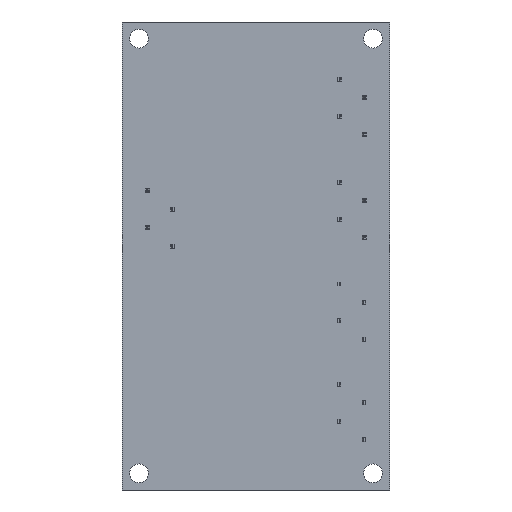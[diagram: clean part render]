
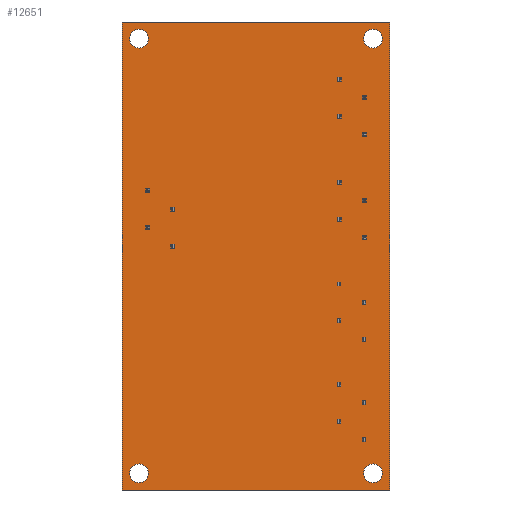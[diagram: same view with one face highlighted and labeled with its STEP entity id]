
A CAD part, front view. The second image highlights one B-rep face of the part: STEP entity #12651.
In plain terms, the highlighted planar face has unit normal (0, -1, 0).
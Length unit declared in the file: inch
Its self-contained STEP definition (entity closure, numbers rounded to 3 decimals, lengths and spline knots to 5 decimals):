
#378=FACE_BOUND('',#1629,.T.);
#379=FACE_BOUND('',#1630,.T.);
#380=FACE_BOUND('',#1631,.T.);
#381=FACE_BOUND('',#1632,.T.);
#451=CIRCLE('',#13448,0.07);
#453=CIRCLE('',#13451,0.07);
#455=CIRCLE('',#13454,0.07);
#457=CIRCLE('',#13457,0.07);
#892=FACE_OUTER_BOUND('',#1628,.T.);
#1628=EDGE_LOOP('',(#8767,#8768,#8769,#8770));
#1629=EDGE_LOOP('',(#8771));
#1630=EDGE_LOOP('',(#8772));
#1631=EDGE_LOOP('',(#8773));
#1632=EDGE_LOOP('',(#8774));
#2608=LINE('',#18644,#4011);
#2612=LINE('',#18652,#4015);
#2615=LINE('',#18658,#4018);
#2618=LINE('',#18663,#4021);
#4011=VECTOR('',#15084,0.3937);
#4015=VECTOR('',#15090,0.3937);
#4018=VECTOR('',#15095,0.3937);
#4021=VECTOR('',#15100,0.3937);
#5278=VERTEX_POINT('',#18624);
#5280=VERTEX_POINT('',#18629);
#5282=VERTEX_POINT('',#18634);
#5284=VERTEX_POINT('',#18639);
#5285=VERTEX_POINT('',#18642);
#5286=VERTEX_POINT('',#18643);
#5289=VERTEX_POINT('',#18651);
#5291=VERTEX_POINT('',#18657);
#6583=EDGE_CURVE('',#5278,#5278,#451,.T.);
#6585=EDGE_CURVE('',#5280,#5280,#453,.T.);
#6587=EDGE_CURVE('',#5282,#5282,#455,.T.);
#6589=EDGE_CURVE('',#5284,#5284,#457,.T.);
#6590=EDGE_CURVE('',#5285,#5286,#2608,.T.);
#6594=EDGE_CURVE('',#5289,#5285,#2612,.T.);
#6597=EDGE_CURVE('',#5291,#5289,#2615,.T.);
#6600=EDGE_CURVE('',#5286,#5291,#2618,.T.);
#8767=ORIENTED_EDGE('',*,*,#6600,.F.);
#8768=ORIENTED_EDGE('',*,*,#6590,.F.);
#8769=ORIENTED_EDGE('',*,*,#6594,.F.);
#8770=ORIENTED_EDGE('',*,*,#6597,.F.);
#8771=ORIENTED_EDGE('',*,*,#6583,.T.);
#8772=ORIENTED_EDGE('',*,*,#6585,.T.);
#8773=ORIENTED_EDGE('',*,*,#6587,.T.);
#8774=ORIENTED_EDGE('',*,*,#6589,.T.);
#11620=PLANE('',#13463);
#12651=ADVANCED_FACE('',(#892,#378,#379,#380,#381),#11620,.T.);
#13448=AXIS2_PLACEMENT_3D('',#18625,#15062,#15063);
#13451=AXIS2_PLACEMENT_3D('',#18630,#15068,#15069);
#13454=AXIS2_PLACEMENT_3D('',#18635,#15074,#15075);
#13457=AXIS2_PLACEMENT_3D('',#18640,#15080,#15081);
#13463=AXIS2_PLACEMENT_3D('',#18666,#15104,#15105);
#15062=DIRECTION('center_axis',(0.,1.,0.));
#15063=DIRECTION('ref_axis',(1.,0.,0.));
#15068=DIRECTION('center_axis',(0.,1.,0.));
#15069=DIRECTION('ref_axis',(1.,0.,0.));
#15074=DIRECTION('center_axis',(0.,1.,0.));
#15075=DIRECTION('ref_axis',(1.,0.,0.));
#15080=DIRECTION('center_axis',(0.,1.,0.));
#15081=DIRECTION('ref_axis',(1.,0.,0.));
#15084=DIRECTION('',(0.,0.,1.));
#15090=DIRECTION('',(-1.,0.,0.));
#15095=DIRECTION('',(0.,0.,-1.));
#15100=DIRECTION('',(1.,0.,0.));
#15104=DIRECTION('center_axis',(0.,-1.,0.));
#15105=DIRECTION('ref_axis',(0.,0.,-1.));
#18624=CARTESIAN_POINT('',(0.805,0.,-1.625));
#18625=CARTESIAN_POINT('Origin',(0.875,0.,-1.625));
#18629=CARTESIAN_POINT('',(-0.945,0.,-1.625));
#18630=CARTESIAN_POINT('Origin',(-0.875,0.,-1.625));
#18634=CARTESIAN_POINT('',(0.805,0.,1.625));
#18635=CARTESIAN_POINT('Origin',(0.875,0.,1.625));
#18639=CARTESIAN_POINT('',(-0.945,0.,1.625));
#18640=CARTESIAN_POINT('Origin',(-0.875,0.,1.625));
#18642=CARTESIAN_POINT('',(-1.,0.,-1.75));
#18643=CARTESIAN_POINT('',(-1.,0.,1.75));
#18644=CARTESIAN_POINT('',(-1.,0.,-1.75));
#18651=CARTESIAN_POINT('',(1.,0.,-1.75));
#18652=CARTESIAN_POINT('',(1.,0.,-1.75));
#18657=CARTESIAN_POINT('',(1.,0.,1.75));
#18658=CARTESIAN_POINT('',(1.,0.,1.75));
#18663=CARTESIAN_POINT('',(-1.,0.,1.75));
#18666=CARTESIAN_POINT('Origin',(0.,0.,0.));
